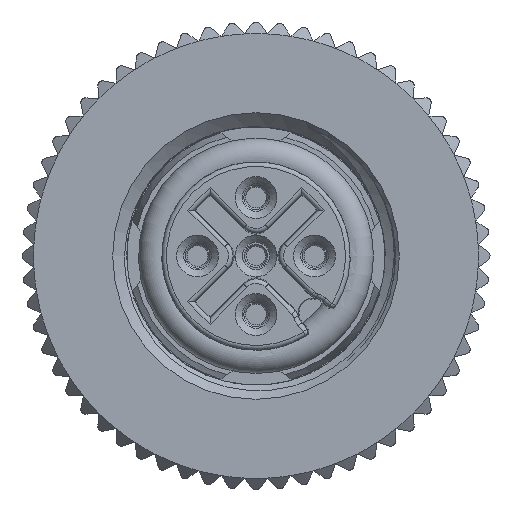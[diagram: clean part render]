
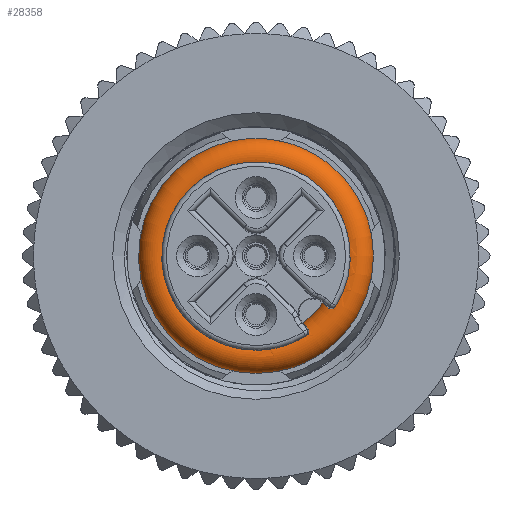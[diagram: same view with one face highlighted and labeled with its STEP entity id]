
A CAD part, front view. The second image highlights one B-rep face of the part: STEP entity #28358.
In plain terms, the highlighted toroidal (fillet/blend) face has major radius 4.25 mm and minor radius 0.77 mm.
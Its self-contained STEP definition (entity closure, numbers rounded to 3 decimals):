
#68=TOROIDAL_SURFACE('',#86151,4.25,0.77);
#22788=B_SPLINE_CURVE_WITH_KNOTS('',3,(#163090,#163091,#163092,#163093,
#163094,#163095,#163096,#163097,#163098,#163099,#163100,#163101,#163102),
 .UNSPECIFIED.,.F.,.F.,(4,3,3,3,4),(0.,0.259,0.522,
0.784,1.),.UNSPECIFIED.);
#22789=B_SPLINE_CURVE_WITH_KNOTS('',3,(#163107,#163108,#163109,#163110,
#163111,#163112,#163113,#163114,#163115,#163116,#163117,#163118,#163119),
 .UNSPECIFIED.,.F.,.F.,(4,3,3,3,4),(0.,0.251,0.515,
0.778,1.),.UNSPECIFIED.);
#22790=B_SPLINE_CURVE_WITH_KNOTS('',3,(#163121,#163122,#163123,#163124,
#163125,#163126,#163127,#163128,#163129,#163130,#163131,#163132,#163133,
#163134,#163135,#163136),.UNSPECIFIED.,.F.,.F.,(4,3,3,3,3,4),(0.,0.254,
0.452,0.651,0.835,1.),.UNSPECIFIED.);
#22791=B_SPLINE_CURVE_WITH_KNOTS('',3,(#163140,#163141,#163142,#163143,
#163144,#163145,#163146,#163147,#163148,#163149,#163150,#163151,#163152,
#163153,#163154,#163155,#163156,#163157,#163158,#163159,#163160,#163161),
 .UNSPECIFIED.,.F.,.F.,(4,3,3,3,3,3,3,4),(0.,0.035,0.211,
0.388,0.566,0.751,0.952,
1.),.UNSPECIFIED.);
#28358=ADVANCED_FACE('',(#29002,#29003),#68,.T.);
#29002=FACE_BOUND('',#34507,.T.);
#29003=FACE_BOUND('',#34508,.T.);
#34507=EDGE_LOOP('',(#58822,#58823,#58824,#58825,#58826,#58827));
#34508=EDGE_LOOP('',(#58828));
#58822=ORIENTED_EDGE('',*,*,#78660,.F.);
#58823=ORIENTED_EDGE('',*,*,#78661,.T.);
#58824=ORIENTED_EDGE('',*,*,#78662,.F.);
#58825=ORIENTED_EDGE('',*,*,#78663,.T.);
#58826=ORIENTED_EDGE('',*,*,#78664,.T.);
#58827=ORIENTED_EDGE('',*,*,#78665,.T.);
#58828=ORIENTED_EDGE('',*,*,#66619,.T.);
#59649=VERTEX_POINT('',#100174);
#66335=VERTEX_POINT('',#163103);
#66336=VERTEX_POINT('',#163104);
#66337=VERTEX_POINT('',#163106);
#66338=VERTEX_POINT('',#163120);
#66339=VERTEX_POINT('',#163137);
#66340=VERTEX_POINT('',#163139);
#66619=EDGE_CURVE('',#59649,#59649,#79077,.T.);
#78660=EDGE_CURVE('',#66335,#66336,#22788,.T.);
#78661=EDGE_CURVE('',#66335,#66337,#79859,.T.);
#78662=EDGE_CURVE('',#66338,#66337,#22789,.T.);
#78663=EDGE_CURVE('',#66338,#66339,#22790,.T.);
#78664=EDGE_CURVE('',#66339,#66340,#79860,.T.);
#78665=EDGE_CURVE('',#66340,#66336,#22791,.T.);
#79077=CIRCLE('',#80014,4.424);
#79859=CIRCLE('',#86149,3.522);
#79860=CIRCLE('',#86150,4.025);
#80014=AXIS2_PLACEMENT_3D('',#100173,#86489,#86490);
#86149=AXIS2_PLACEMENT_3D('',#163105,#99433,#99434);
#86150=AXIS2_PLACEMENT_3D('',#163138,#99435,#99436);
#86151=AXIS2_PLACEMENT_3D('',#163162,#99437,#99438);
#86489=DIRECTION('',(0.,-1.,0.));
#86490=DIRECTION('',(0.,0.,-1.));
#99433=DIRECTION('',(0.,1.,0.));
#99434=DIRECTION('',(0.,0.,1.));
#99435=DIRECTION('',(0.,1.,0.));
#99436=DIRECTION('',(0.,0.,1.));
#99437=DIRECTION('',(0.,1.,0.));
#99438=DIRECTION('',(-1.,0.,0.));
#100173=CARTESIAN_POINT('',(0.,-0.78,0.));
#100174=CARTESIAN_POINT('',(0.,-0.78,-4.424));
#163090=CARTESIAN_POINT('',(2.88,-1.28,-2.026));
#163091=CARTESIAN_POINT('',(2.86,-1.36,-2.008));
#163092=CARTESIAN_POINT('',(2.849,-1.446,-1.998));
#163093=CARTESIAN_POINT('',(2.849,-1.531,-1.998));
#163094=CARTESIAN_POINT('',(2.85,-1.616,-1.998));
#163095=CARTESIAN_POINT('',(2.861,-1.703,-2.007));
#163096=CARTESIAN_POINT('',(2.883,-1.784,-2.025));
#163097=CARTESIAN_POINT('',(2.905,-1.865,-2.044));
#163098=CARTESIAN_POINT('',(2.937,-1.942,-2.071));
#163099=CARTESIAN_POINT('',(2.978,-2.009,-2.106));
#163100=CARTESIAN_POINT('',(3.012,-2.065,-2.135));
#163101=CARTESIAN_POINT('',(3.051,-2.114,-2.169));
#163102=CARTESIAN_POINT('',(3.095,-2.156,-2.206));
#163103=CARTESIAN_POINT('',(2.88,-1.28,-2.026));
#163104=CARTESIAN_POINT('',(3.095,-2.156,-2.206));
#163105=CARTESIAN_POINT('',(0.,-1.28,0.));
#163106=CARTESIAN_POINT('',(2.026,-1.28,-2.88));
#163107=CARTESIAN_POINT('',(2.206,-2.156,-3.095));
#163108=CARTESIAN_POINT('',(2.163,-2.108,-3.045));
#163109=CARTESIAN_POINT('',(2.124,-2.049,-2.999));
#163110=CARTESIAN_POINT('',(2.093,-1.983,-2.962));
#163111=CARTESIAN_POINT('',(2.06,-1.913,-2.924));
#163112=CARTESIAN_POINT('',(2.034,-1.834,-2.894));
#163113=CARTESIAN_POINT('',(2.018,-1.751,-2.875));
#163114=CARTESIAN_POINT('',(2.002,-1.669,-2.856));
#163115=CARTESIAN_POINT('',(1.996,-1.581,-2.847));
#163116=CARTESIAN_POINT('',(1.999,-1.495,-2.85));
#163117=CARTESIAN_POINT('',(2.001,-1.422,-2.852));
#163118=CARTESIAN_POINT('',(2.011,-1.349,-2.862));
#163119=CARTESIAN_POINT('',(2.026,-1.28,-2.88));
#163120=CARTESIAN_POINT('',(2.206,-2.156,-3.095));
#163121=CARTESIAN_POINT('',(2.206,-2.156,-3.095));
#163122=CARTESIAN_POINT('',(2.223,-2.173,-3.114));
#163123=CARTESIAN_POINT('',(2.236,-2.19,-3.137));
#163124=CARTESIAN_POINT('',(2.245,-2.205,-3.163));
#163125=CARTESIAN_POINT('',(2.252,-2.216,-3.184));
#163126=CARTESIAN_POINT('',(2.255,-2.226,-3.206));
#163127=CARTESIAN_POINT('',(2.255,-2.234,-3.229));
#163128=CARTESIAN_POINT('',(2.254,-2.242,-3.252));
#163129=CARTESIAN_POINT('',(2.25,-2.249,-3.276));
#163130=CARTESIAN_POINT('',(2.242,-2.254,-3.298));
#163131=CARTESIAN_POINT('',(2.234,-2.258,-3.318));
#163132=CARTESIAN_POINT('',(2.222,-2.262,-3.338));
#163133=CARTESIAN_POINT('',(2.208,-2.264,-3.355));
#163134=CARTESIAN_POINT('',(2.195,-2.266,-3.371));
#163135=CARTESIAN_POINT('',(2.179,-2.266,-3.384));
#163136=CARTESIAN_POINT('',(2.162,-2.266,-3.395));
#163137=CARTESIAN_POINT('',(2.162,-2.266,-3.395));
#163138=CARTESIAN_POINT('',(0.,-2.266,0.));
#163139=CARTESIAN_POINT('',(3.395,-2.266,-2.162));
#163140=CARTESIAN_POINT('',(3.395,-2.266,-2.162));
#163141=CARTESIAN_POINT('',(3.393,-2.266,-2.166));
#163142=CARTESIAN_POINT('',(3.39,-2.266,-2.169));
#163143=CARTESIAN_POINT('',(3.388,-2.266,-2.173));
#163144=CARTESIAN_POINT('',(3.375,-2.266,-2.19));
#163145=CARTESIAN_POINT('',(3.359,-2.264,-2.206));
#163146=CARTESIAN_POINT('',(3.342,-2.262,-2.218));
#163147=CARTESIAN_POINT('',(3.324,-2.259,-2.23));
#163148=CARTESIAN_POINT('',(3.305,-2.256,-2.24));
#163149=CARTESIAN_POINT('',(3.285,-2.251,-2.246));
#163150=CARTESIAN_POINT('',(3.265,-2.246,-2.252));
#163151=CARTESIAN_POINT('',(3.243,-2.24,-2.255));
#163152=CARTESIAN_POINT('',(3.223,-2.232,-2.255));
#163153=CARTESIAN_POINT('',(3.202,-2.224,-2.255));
#163154=CARTESIAN_POINT('',(3.181,-2.215,-2.251));
#163155=CARTESIAN_POINT('',(3.162,-2.204,-2.244));
#163156=CARTESIAN_POINT('',(3.142,-2.193,-2.238));
#163157=CARTESIAN_POINT('',(3.123,-2.18,-2.228));
#163158=CARTESIAN_POINT('',(3.106,-2.166,-2.216));
#163159=CARTESIAN_POINT('',(3.103,-2.162,-2.213));
#163160=CARTESIAN_POINT('',(3.099,-2.159,-2.21));
#163161=CARTESIAN_POINT('',(3.095,-2.156,-2.206));
#163162=CARTESIAN_POINT('',(0.,-1.53,0.));
